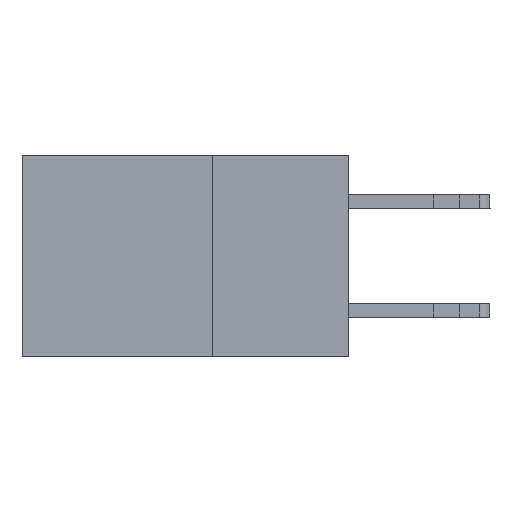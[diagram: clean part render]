
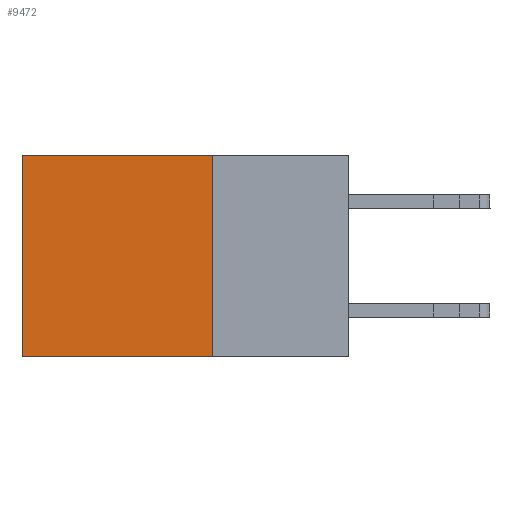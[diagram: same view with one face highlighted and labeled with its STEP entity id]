
A CAD part, left-side view. The second image highlights one B-rep face of the part: STEP entity #9472.
In plain terms, the highlighted planar face has unit normal (-1, 0, 0).
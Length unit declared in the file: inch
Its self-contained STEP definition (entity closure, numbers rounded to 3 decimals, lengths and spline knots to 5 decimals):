
#867 = DIRECTION ( 'NONE',  ( 0., 0., -1. ) ) ;
#882 = CARTESIAN_POINT ( 'NONE',  ( 0.298, 0.6, 0. ) ) ;
#1077 = AXIS2_PLACEMENT_3D ( 'NONE', #1270, #13356, #8029 ) ;
#1270 = CARTESIAN_POINT ( 'NONE',  ( 0.298, 0.25, 0. ) ) ;
#1704 = DIRECTION ( 'NONE',  ( 0., 1., 0. ) ) ;
#1781 = LINE ( 'NONE', #3774, #4512 ) ;
#2590 = ORIENTED_EDGE ( 'NONE', *, *, #9149, .T. ) ;
#3081 = VECTOR ( 'NONE', #867, 39.37008 ) ;
#3392 = VERTEX_POINT ( 'NONE', #4019 ) ;
#3774 = CARTESIAN_POINT ( 'NONE',  ( 0.298, 0.25, -0.37 ) ) ;
#3795 = DIRECTION ( 'NONE',  ( 0., 1., 0. ) ) ;
#4019 = CARTESIAN_POINT ( 'NONE',  ( 0.298, 0.6, -0.37 ) ) ;
#4512 = VECTOR ( 'NONE', #1704, 39.37008 ) ;
#5481 = VERTEX_POINT ( 'NONE', #10419 ) ;
#5945 = CARTESIAN_POINT ( 'NONE',  ( 0.298, 0.25, 0. ) ) ;
#6541 = FACE_OUTER_BOUND ( 'NONE', #12099, .T. ) ;
#7346 = LINE ( 'NONE', #9712, #11180 ) ;
#8026 = CARTESIAN_POINT ( 'NONE',  ( 0.298, 0.25, -0.37 ) ) ;
#8029 = DIRECTION ( 'NONE',  ( 0., 0., -1. ) ) ;
#8122 = VERTEX_POINT ( 'NONE', #882 ) ;
#9149 = EDGE_CURVE ( 'NONE', #5481, #8122, #10142, .T. ) ;
#9289 = EDGE_CURVE ( 'NONE', #5481, #13713, #10427, .T. ) ;
#9472 = ADVANCED_FACE ( 'NONE', ( #6541 ), #10815, .F. ) ;
#9712 = CARTESIAN_POINT ( 'NONE',  ( 0.298, 0.6, 0. ) ) ;
#10142 = LINE ( 'NONE', #5945, #12225 ) ;
#10419 = CARTESIAN_POINT ( 'NONE',  ( 0.298, 0.25, 0. ) ) ;
#10427 = LINE ( 'NONE', #11684, #3081 ) ;
#10453 = ORIENTED_EDGE ( 'NONE', *, *, #9289, .F. ) ;
#10815 = PLANE ( 'NONE',  #1077 ) ;
#11180 = VECTOR ( 'NONE', #12777, 39.37008 ) ;
#11684 = CARTESIAN_POINT ( 'NONE',  ( 0.298, 0.25, 0. ) ) ;
#11889 = EDGE_CURVE ( 'NONE', #8122, #3392, #7346, .T. ) ;
#12099 = EDGE_LOOP ( 'NONE', ( #12858, #12141, #10453, #2590 ) ) ;
#12141 = ORIENTED_EDGE ( 'NONE', *, *, #13694, .F. ) ;
#12225 = VECTOR ( 'NONE', #3795, 39.37008 ) ;
#12777 = DIRECTION ( 'NONE',  ( 0., 0., -1. ) ) ;
#12858 = ORIENTED_EDGE ( 'NONE', *, *, #11889, .T. ) ;
#13356 = DIRECTION ( 'NONE',  ( 1., 0., 0. ) ) ;
#13694 = EDGE_CURVE ( 'NONE', #13713, #3392, #1781, .T. ) ;
#13713 = VERTEX_POINT ( 'NONE', #8026 ) ;
